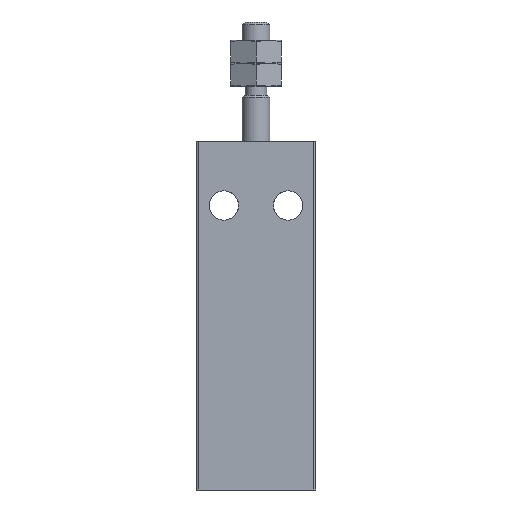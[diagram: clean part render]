
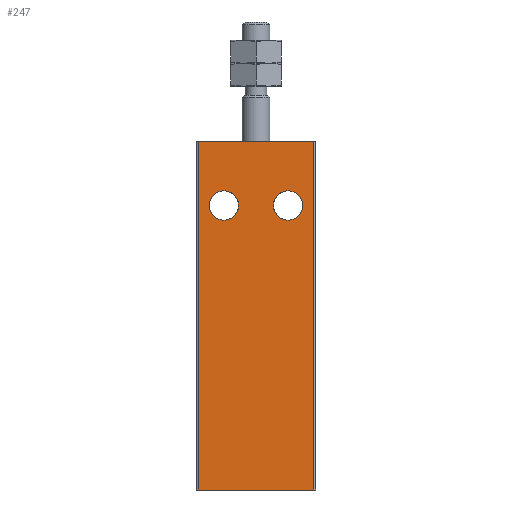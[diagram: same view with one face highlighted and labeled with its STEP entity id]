
A CAD part, front view. The second image highlights one B-rep face of the part: STEP entity #247.
In plain terms, the highlighted planar face has unit normal (0, -1, 0).
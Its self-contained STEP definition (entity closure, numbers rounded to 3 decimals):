
#247 = ADVANCED_FACE( '', ( #458, #459, #460 ), #461, .T. );
#458 = FACE_BOUND( '', #821, .T. );
#459 = FACE_BOUND( '', #822, .T. );
#460 = FACE_OUTER_BOUND( '', #823, .T. );
#461 = PLANE( '', #824 );
#821 = EDGE_LOOP( '', ( #1453 ) );
#822 = EDGE_LOOP( '', ( #1454 ) );
#823 = EDGE_LOOP( '', ( #1455, #1456, #1457, #1458 ) );
#824 = AXIS2_PLACEMENT_3D( '', #1459, #1460, #1461 );
#1453 = ORIENTED_EDGE( '', *, *, #2337, .F. );
#1454 = ORIENTED_EDGE( '', *, *, #2500, .F. );
#1455 = ORIENTED_EDGE( '', *, *, #2501, .F. );
#1456 = ORIENTED_EDGE( '', *, *, #2499, .F. );
#1457 = ORIENTED_EDGE( '', *, *, #2502, .T. );
#1458 = ORIENTED_EDGE( '', *, *, #2503, .T. );
#1459 = CARTESIAN_POINT( '', ( -6.3, -11., -38. ) );
#1460 = DIRECTION( '', ( 0., -1., 0. ) );
#1461 = DIRECTION( '', ( 0., 0., -1. ) );
#2337 = EDGE_CURVE( '', #2733, #2733, #2734, .T. );
#2499 = EDGE_CURVE( '', #3020, #3018, #3022, .T. );
#2500 = EDGE_CURVE( '', #3023, #3023, #3024, .T. );
#2501 = EDGE_CURVE( '', #3018, #3025, #3026, .T. );
#2502 = EDGE_CURVE( '', #3020, #3027, #3028, .T. );
#2503 = EDGE_CURVE( '', #3027, #3025, #3029, .T. );
#2733 = VERTEX_POINT( '', #3533 );
#2734 = CIRCLE( '', #3534, 1.6 );
#3018 = VERTEX_POINT( '', #4246 );
#3020 = VERTEX_POINT( '', #4248 );
#3022 = LINE( '', #4250, #4251 );
#3023 = VERTEX_POINT( '', #4252 );
#3024 = CIRCLE( '', #4253, 1.6 );
#3025 = VERTEX_POINT( '', #4254 );
#3026 = LINE( '', #4255, #4256 );
#3027 = VERTEX_POINT( '', #4257 );
#3028 = LINE( '', #4258, #4259 );
#3029 = LINE( '', #4260, #4261 );
#3533 = CARTESIAN_POINT( '', ( -3.5, -11., -8.6 ) );
#3534 = AXIS2_PLACEMENT_3D( '', #4929, #4930, #4931 );
#4246 = CARTESIAN_POINT( '', ( -6.3, -11., 0. ) );
#4248 = CARTESIAN_POINT( '', ( -6.3, -11., -38. ) );
#4250 = CARTESIAN_POINT( '', ( -6.3, -11., -38. ) );
#4251 = VECTOR( '', #5179, 1000. );
#4252 = CARTESIAN_POINT( '', ( 3.5, -11., -8.6 ) );
#4253 = AXIS2_PLACEMENT_3D( '', #5180, #5181, #5182 );
#4254 = CARTESIAN_POINT( '', ( 6.3, -11., 0. ) );
#4255 = CARTESIAN_POINT( '', ( -6.3, -11., 0. ) );
#4256 = VECTOR( '', #5183, 1000. );
#4257 = CARTESIAN_POINT( '', ( 6.3, -11., -38. ) );
#4258 = CARTESIAN_POINT( '', ( -6.3, -11., -38. ) );
#4259 = VECTOR( '', #5184, 1000. );
#4260 = CARTESIAN_POINT( '', ( 6.3, -11., -38. ) );
#4261 = VECTOR( '', #5185, 1000. );
#4929 = CARTESIAN_POINT( '', ( -3.5, -11., -7. ) );
#4930 = DIRECTION( '', ( 0., -1., 0. ) );
#4931 = DIRECTION( '', ( 0., 0., -1. ) );
#5179 = DIRECTION( '', ( 0., 0., 1. ) );
#5180 = CARTESIAN_POINT( '', ( 3.5, -11., -7. ) );
#5181 = DIRECTION( '', ( 0., -1., 0. ) );
#5182 = DIRECTION( '', ( 0., 0., -1. ) );
#5183 = DIRECTION( '', ( 1., 0., 0. ) );
#5184 = DIRECTION( '', ( 1., 0., 0. ) );
#5185 = DIRECTION( '', ( 0., 0., 1. ) );
